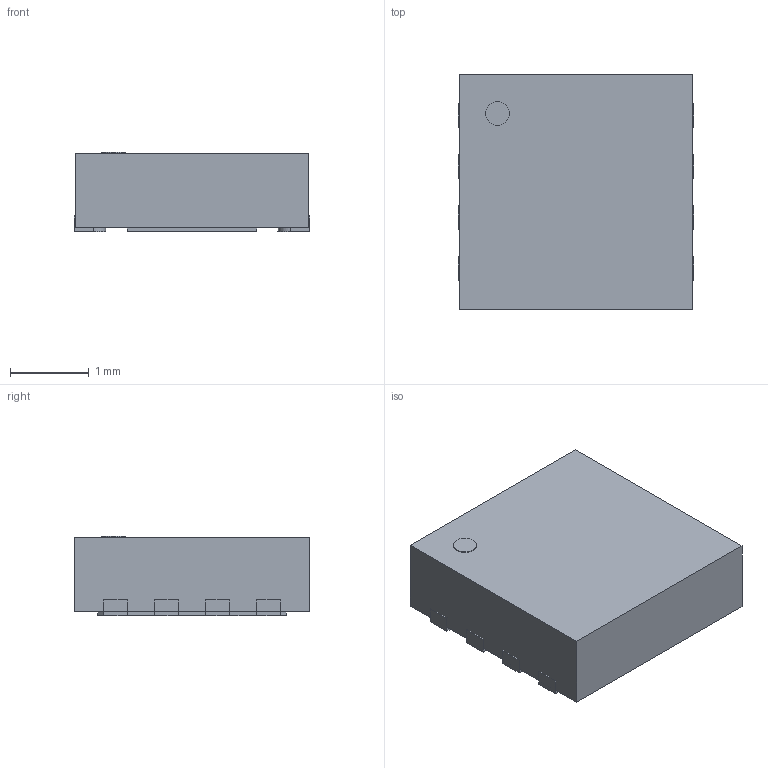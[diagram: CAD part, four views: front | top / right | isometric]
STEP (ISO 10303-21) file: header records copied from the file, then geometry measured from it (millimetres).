
FILE_DESCRIPTION(('FreeCAD Model'),'2;1');
FILE_NAME('DFN8_3x3_0.65.step', '2019-01-27T18:05:20',('Author'),(''), 'Open CASCADE STEP processor 6.8','FreeCAD','Unknown');
FILE_SCHEMA(('AUTOMOTIVE_DESIGN_CC2 { 1 2 10303 214 -1 1 5 4 }'));
Length unit declared in the file: millimetre
Products named in the file (12): ASSEMBLY; Cube; Pad; Pad001; Pad002; Pad003; Pad004; Pad005; Pad006; Pad007; Pad008; Cylinder
Assembly tree (11 placements, depth 2):
  ASSEMBLY
    Cube
    Pad
    Pad001
    Pad002
    Pad003
    Pad004
    Pad005
    Pad006
    Pad007
    Pad008
    Cylinder
Bounding box: 3 x 3 x 1.01 mm (x, y, z)
Volume: 8.9 mm3; surface area: 41.4 mm2
Topology: 11 solids, 11 shells, 64 faces, 126 edges, 84 vertices
Faces by surface type: plane 55, cylinder 9
Full cylindrical faces by diameter (mm): 0.3 x1
Entity records: 3591 total; most frequent: CARTESIAN_POINT 586, DIRECTION 540, LINE 342, VECTOR 342, ORIENTED_EDGE 252, PCURVE 252, DEFINITIONAL_REPRESENTATION 252, EDGE_CURVE 126
